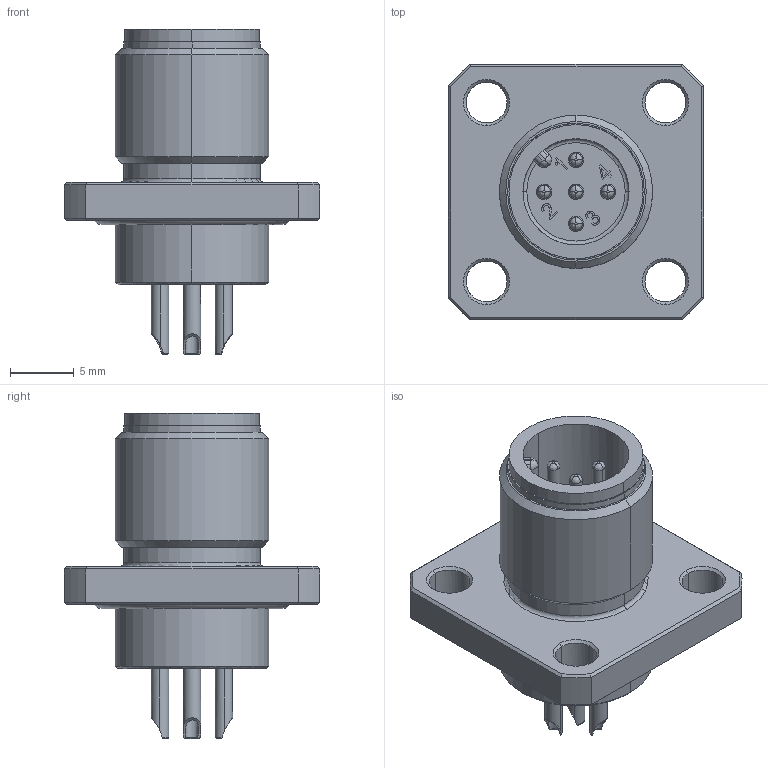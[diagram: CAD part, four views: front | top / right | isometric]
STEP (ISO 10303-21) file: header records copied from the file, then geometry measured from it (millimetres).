
FILE_DESCRIPTION(('CATIA V5 STEP Exchange','CAx-IF Rec.Pracs.--- Model Styling and Organization---1.4--- 2014-01-23'),'2;1');
FILE_NAME ('D1461952_1_2424270000_2424270000.stp','2021-01-02T09:57:08+00:00',('none'),('Weidmueller'),'CATIA Version 5-6 Release 2016 SP3 HF44','CATIA V5 STEP AP214','none');
FILE_SCHEMA(('AUTOMOTIVE_DESIGN { 1 0 10303 214 1 1 1 1 }'));
Length unit declared in the file: millimetre
Products named in the file (1): 2424270000
Bounding box: 20 x 20 x 25.5 mm (x, y, z)
Volume: 2472.2 mm3; surface area: 3358.6 mm2
Topology: 8 solids, 8 shells, 297 faces, 801 edges, 530 vertices
Faces by surface type: cylinder 92, plane 79, bspline 59, cone 54, torus 13
Entity records: 10065 total; most frequent: CARTESIAN_POINT 3615, ORIENTED_EDGE 1578, DIRECTION 873, EDGE_CURVE 789, VERTEX_POINT 530, AXIS2_PLACEMENT_3D 414, EDGE_LOOP 329, B_SPLINE_CURVE_WITH_KNOTS 306
